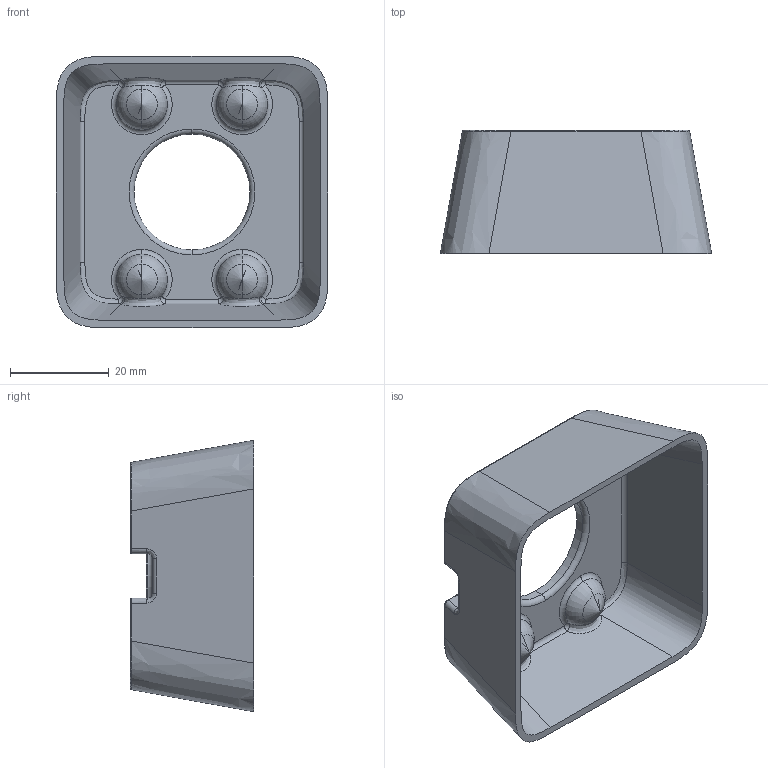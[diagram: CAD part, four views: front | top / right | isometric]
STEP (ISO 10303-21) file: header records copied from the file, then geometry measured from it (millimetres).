
FILE_DESCRIPTION (( 'STEP AP214' ), '1' );
FILE_NAME ('sensor_shroud.STEP', '2020-06-21T09:45:42', ( '' ), ( '' ), 'SwSTEP 2.0', 'SolidWorks 2019', '' );
FILE_SCHEMA (( 'AUTOMOTIVE_DESIGN' ));
Length unit declared in the file: millimetre
Products named in the file (1): sensor_shroud
Bounding box: 55 x 25 x 55 mm (x, y, z)
Volume: 11882.7 mm3; surface area: 13076.9 mm2
Topology: 1 solids, 1 shells, 221 faces, 527 edges, 286 vertices
Faces by surface type: cylinder 81, plane 36, torus 34, bspline 32, sphere 22, cone 16
Entity records: 8683 total; most frequent: CARTESIAN_POINT 3805, DIRECTION 1013, ORIENTED_EDGE 998, EDGE_CURVE 499, AXIS2_PLACEMENT_3D 414, VERTEX_POINT 286, EDGE_LOOP 229, CIRCLE 224
